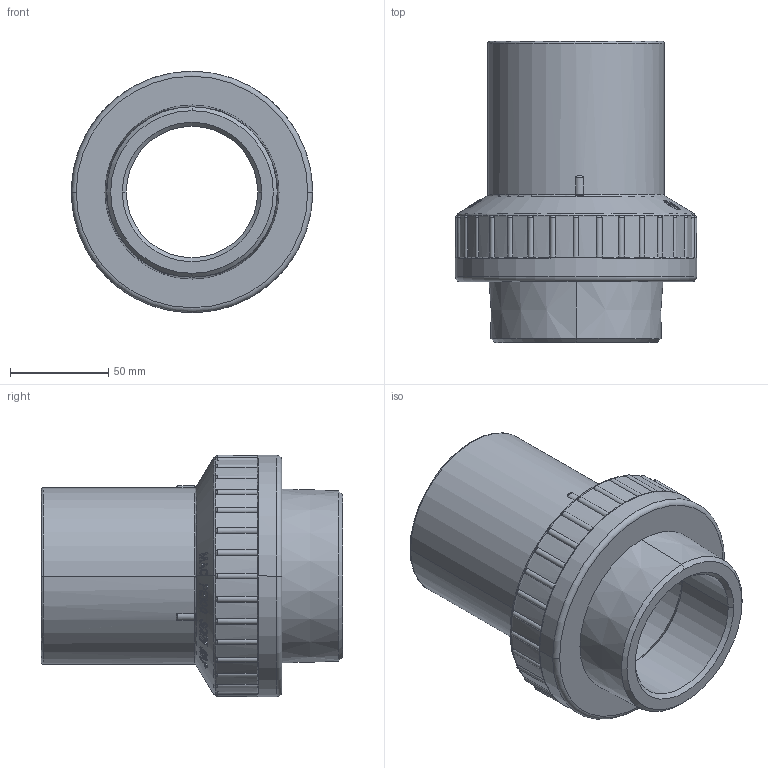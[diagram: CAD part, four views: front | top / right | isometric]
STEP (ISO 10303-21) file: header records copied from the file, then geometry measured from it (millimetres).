
FILE_DESCRIPTION((''),'2;1');
FILE_NAME('C050200008_AF0_40','2017-04-18T',('Stefano'),(''),'PRO/ENGINEER BY PARAMETRIC TECHNOLOGY CORPORATION, 2012130','PRO/ENGINEER BY PARAMETRIC TECHNOLOGY CORPORATION, 2012130','');
FILE_SCHEMA(('CONFIG_CONTROL_DESIGN'));
Products named in the file (1): C050200008_AF0_40
Bounding box: 123 x 153.5 x 123 mm (x, y, z)
Volume: 545447.4 mm3; surface area: 95072.9 mm2
Topology: 1 solids, 1 shells, 1257 faces, 3604 edges, 2403 vertices
Faces by surface type: plane 984, bspline 136, cylinder 84, cone 37, torus 16
Entity records: 47190 total; most frequent: CARTESIAN_POINT 17144, ORIENTED_EDGE 7208, DIRECTION 4812, EDGE_CURVE 3604, VERTEX_POINT 2403, VECTOR 1714, LINE 1714, AXIS2_PLACEMENT_3D 1549
